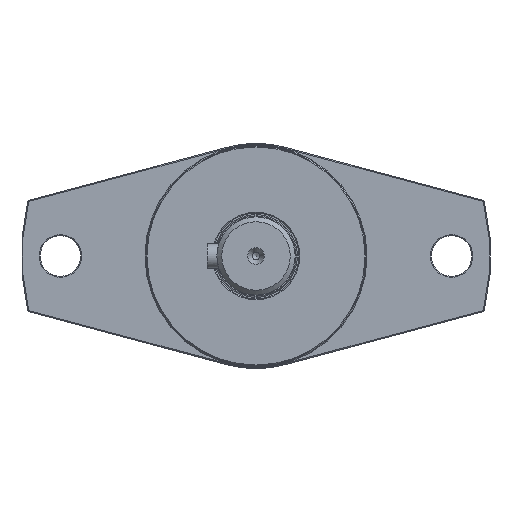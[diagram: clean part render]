
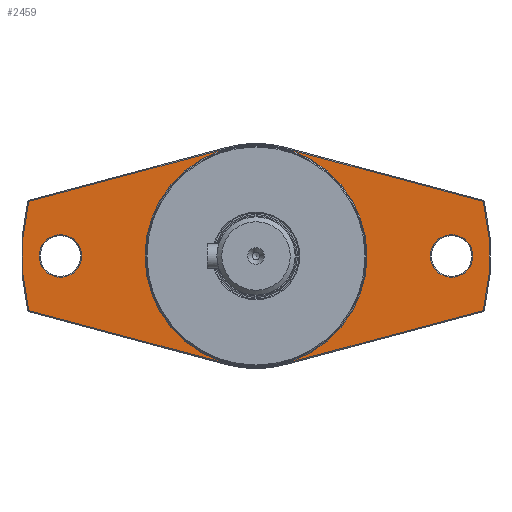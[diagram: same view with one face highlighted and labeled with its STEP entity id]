
A CAD part, left-side view. The second image highlights one B-rep face of the part: STEP entity #2459.
In plain terms, the highlighted planar face has unit normal (-1, 0, 0).
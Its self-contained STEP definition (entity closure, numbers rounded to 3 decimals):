
#2347=CARTESIAN_POINT('',(44.,22.7,0.));
#2348=VERTEX_POINT('',#2347);
#2349=CARTESIAN_POINT('',(44.,0.,0.0));
#2350=DIRECTION('',(-1.0,0.0,0.0));
#2351=DIRECTION('',(0.0,-1.0,0.0));
#2352=AXIS2_PLACEMENT_3D('',#2349,#2350,#2351);
#2353=CIRCLE('',#2352,22.7);
#2354=EDGE_CURVE('',#2348,#2348,#2353,.T.);
#2359=CARTESIAN_POINT('',(44.,35.25,0.0));
#2360=DIRECTION('',(-1.0,0.0,0.0));
#2361=DIRECTION('',(0.0,0.0,1.0));
#2362=AXIS2_PLACEMENT_3D('',#2359,#2360,#2361);
#2363=PLANE('',#2362);
#2364=CARTESIAN_POINT('',(44.,-5.901,22.023));
#2365=VERTEX_POINT('',#2364);
#2366=CARTESIAN_POINT('',(44.,-46.481,11.15));
#2367=VERTEX_POINT('',#2366);
#2368=CARTESIAN_POINT('',(44.,-5.901,22.023));
#2369=DIRECTION('',(0.,-0.966,-0.259));
#2370=VECTOR('',#2369,42.012);
#2371=LINE('',#2368,#2370);
#2372=EDGE_CURVE('',#2365,#2367,#2371,.T.);
#2373=ORIENTED_EDGE('',*,*,#2372,.F.);
#2374=CARTESIAN_POINT('',(44.,5.901,22.023));
#2375=VERTEX_POINT('',#2374);
#2376=CARTESIAN_POINT('',(44.,0.,0.0));
#2377=DIRECTION('',(1.0,0.0,0.0));
#2378=DIRECTION('',(0.0,1.0,0.0));
#2379=AXIS2_PLACEMENT_3D('',#2376,#2377,#2378);
#2380=CIRCLE('',#2379,22.8);
#2381=EDGE_CURVE('',#2375,#2365,#2380,.T.);
#2382=ORIENTED_EDGE('',*,*,#2381,.F.);
#2383=CARTESIAN_POINT('',(44.,46.481,11.15));
#2384=VERTEX_POINT('',#2383);
#2385=CARTESIAN_POINT('',(44.,46.481,11.15));
#2386=DIRECTION('',(0.,-0.966,0.259));
#2387=VECTOR('',#2386,42.012);
#2388=LINE('',#2385,#2387);
#2389=EDGE_CURVE('',#2384,#2375,#2388,.T.);
#2390=ORIENTED_EDGE('',*,*,#2389,.F.);
#2391=CARTESIAN_POINT('',(44.,46.481,-11.15));
#2392=VERTEX_POINT('',#2391);
#2393=CARTESIAN_POINT('',(44.,0.,0.0));
#2394=DIRECTION('',(1.0,0.0,0.0));
#2395=DIRECTION('',(0.0,1.0,0.0));
#2396=AXIS2_PLACEMENT_3D('',#2393,#2394,#2395);
#2397=CIRCLE('',#2396,47.8);
#2398=EDGE_CURVE('',#2392,#2384,#2397,.T.);
#2399=ORIENTED_EDGE('',*,*,#2398,.F.);
#2400=CARTESIAN_POINT('',(44.,5.901,-22.023));
#2401=VERTEX_POINT('',#2400);
#2402=CARTESIAN_POINT('',(44.,5.901,-22.023));
#2403=DIRECTION('',(0.0,0.966,0.259));
#2404=VECTOR('',#2403,42.012);
#2405=LINE('',#2402,#2404);
#2406=EDGE_CURVE('',#2401,#2392,#2405,.T.);
#2407=ORIENTED_EDGE('',*,*,#2406,.F.);
#2408=CARTESIAN_POINT('',(44.,-5.901,-22.023));
#2409=VERTEX_POINT('',#2408);
#2410=CARTESIAN_POINT('',(44.,0.,0.0));
#2411=DIRECTION('',(1.0,0.0,0.0));
#2412=DIRECTION('',(0.0,1.0,0.0));
#2413=AXIS2_PLACEMENT_3D('',#2410,#2411,#2412);
#2414=CIRCLE('',#2413,22.8);
#2415=EDGE_CURVE('',#2409,#2401,#2414,.T.);
#2416=ORIENTED_EDGE('',*,*,#2415,.F.);
#2417=CARTESIAN_POINT('',(44.,-46.481,-11.15));
#2418=VERTEX_POINT('',#2417);
#2419=CARTESIAN_POINT('',(44.,-46.481,-11.15));
#2420=DIRECTION('',(0.,0.966,-0.259));
#2421=VECTOR('',#2420,42.012);
#2422=LINE('',#2419,#2421);
#2423=EDGE_CURVE('',#2418,#2409,#2422,.T.);
#2424=ORIENTED_EDGE('',*,*,#2423,.F.);
#2425=CARTESIAN_POINT('',(44.,0.,0.0));
#2426=DIRECTION('',(1.0,0.0,0.0));
#2427=DIRECTION('',(0.0,-1.0,0.0));
#2428=AXIS2_PLACEMENT_3D('',#2425,#2426,#2427);
#2429=CIRCLE('',#2428,47.8);
#2430=EDGE_CURVE('',#2367,#2418,#2429,.T.);
#2431=ORIENTED_EDGE('',*,*,#2430,.F.);
#2432=EDGE_LOOP('',(#2373,#2382,#2390,#2399,#2407,#2416,#2424,#2431));
#2433=FACE_OUTER_BOUND('',#2432,.T.);
#2434=CARTESIAN_POINT('',(44.,-40.,4.35));
#2435=VERTEX_POINT('',#2434);
#2436=CARTESIAN_POINT('',(44.,-40.,0.));
#2437=DIRECTION('',(-1.0,0.0,0.0));
#2438=DIRECTION('',(0.0,0.0,-1.0));
#2439=AXIS2_PLACEMENT_3D('',#2436,#2437,#2438);
#2440=CIRCLE('',#2439,4.35);
#2441=EDGE_CURVE('',#2435,#2435,#2440,.T.);
#2442=ORIENTED_EDGE('',*,*,#2441,.F.);
#2443=EDGE_LOOP('',(#2442));
#2444=FACE_BOUND('',#2443,.T.);
#2445=CARTESIAN_POINT('',(44.,40.,4.35));
#2446=VERTEX_POINT('',#2445);
#2447=CARTESIAN_POINT('',(44.,40.,0.));
#2448=DIRECTION('',(-1.0,0.0,0.0));
#2449=DIRECTION('',(0.0,0.0,-1.0));
#2450=AXIS2_PLACEMENT_3D('',#2447,#2448,#2449);
#2451=CIRCLE('',#2450,4.35);
#2452=EDGE_CURVE('',#2446,#2446,#2451,.T.);
#2453=ORIENTED_EDGE('',*,*,#2452,.F.);
#2454=EDGE_LOOP('',(#2453));
#2455=FACE_BOUND('',#2454,.T.);
#2456=ORIENTED_EDGE('',*,*,#2354,.F.);
#2457=EDGE_LOOP('',(#2456));
#2458=FACE_BOUND('',#2457,.T.);
#2459=ADVANCED_FACE('',(#2433,#2444,#2455,#2458),#2363,.T.);
